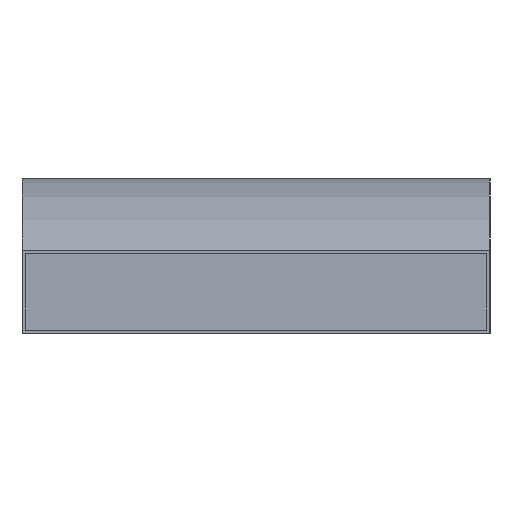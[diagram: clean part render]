
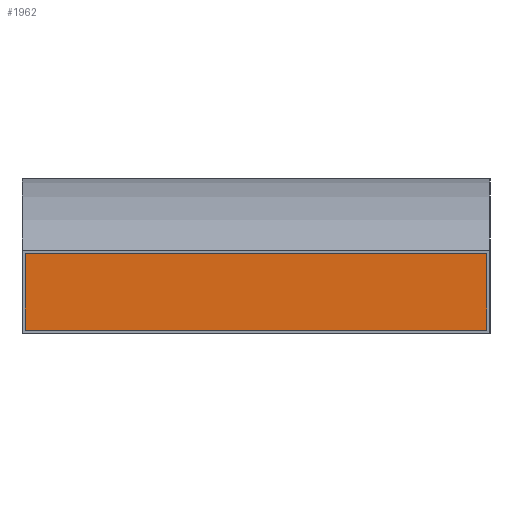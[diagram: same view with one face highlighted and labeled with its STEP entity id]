
A CAD part, left-side view. The second image highlights one B-rep face of the part: STEP entity #1962.
In plain terms, the highlighted planar face has unit normal (-1, 0, 0).
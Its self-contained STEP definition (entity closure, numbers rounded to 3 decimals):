
#204=FACE_OUTER_BOUND('',#314,.T.);
#314=EDGE_LOOP('',(#1503,#1504,#1505,#1506));
#486=LINE('',#3006,#706);
#490=LINE('',#3015,#710);
#491=LINE('',#3016,#711);
#492=LINE('',#3017,#712);
#706=VECTOR('',#2458,10.);
#710=VECTOR('',#2464,10.);
#711=VECTOR('',#2465,10.);
#712=VECTOR('',#2466,10.);
#925=VERTEX_POINT('',#3004);
#926=VERTEX_POINT('',#3005);
#929=VERTEX_POINT('',#3013);
#930=VERTEX_POINT('',#3014);
#1150=EDGE_CURVE('',#925,#926,#486,.T.);
#1154=EDGE_CURVE('',#929,#930,#490,.T.);
#1155=EDGE_CURVE('',#926,#930,#491,.T.);
#1156=EDGE_CURVE('',#925,#929,#492,.T.);
#1503=ORIENTED_EDGE('',*,*,#1154,.T.);
#1504=ORIENTED_EDGE('',*,*,#1155,.F.);
#1505=ORIENTED_EDGE('',*,*,#1150,.F.);
#1506=ORIENTED_EDGE('',*,*,#1156,.T.);
#1868=PLANE('',#2118);
#1962=ADVANCED_FACE('',(#204),#1868,.T.);
#2118=AXIS2_PLACEMENT_3D('',#3012,#2462,#2463);
#2458=DIRECTION('',(0.,1.,0.));
#2462=DIRECTION('center_axis',(-1.,0.,0.));
#2463=DIRECTION('ref_axis',(0.,0.,1.));
#2464=DIRECTION('',(0.,1.,0.));
#2465=DIRECTION('',(0.,0.,1.));
#2466=DIRECTION('',(0.,0.,1.));
#3004=CARTESIAN_POINT('',(-181.,0.,-2.5));
#3005=CARTESIAN_POINT('',(-181.,30.,-2.5));
#3006=CARTESIAN_POINT('',(-181.,0.,-2.5));
#3012=CARTESIAN_POINT('Origin',(-181.,0.,-2.5));
#3013=CARTESIAN_POINT('',(-181.,0.,2.5));
#3014=CARTESIAN_POINT('',(-181.,30.,2.5));
#3015=CARTESIAN_POINT('',(-181.,0.,2.5));
#3016=CARTESIAN_POINT('',(-181.,30.,-2.5));
#3017=CARTESIAN_POINT('',(-181.,0.,-2.5));
